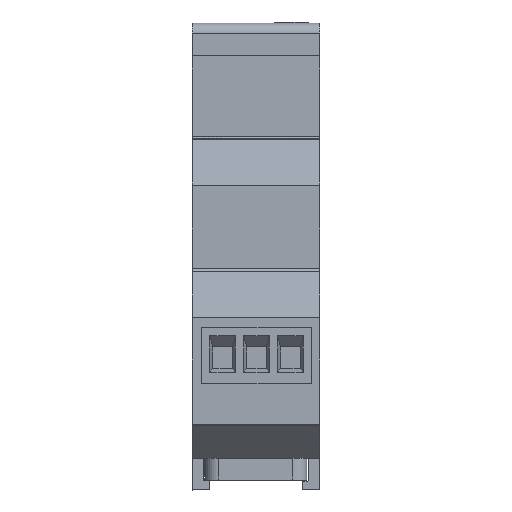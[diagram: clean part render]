
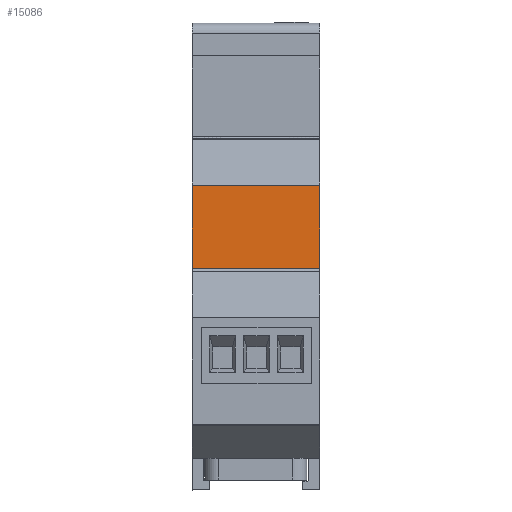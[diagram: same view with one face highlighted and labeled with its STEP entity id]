
A CAD part, left-side view. The second image highlights one B-rep face of the part: STEP entity #15086.
In plain terms, the highlighted planar face has unit normal (-1, 0, 0).
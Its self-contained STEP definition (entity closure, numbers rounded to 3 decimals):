
#8873=DIRECTION('',(0.,0.,-1.));
#8874=VECTOR('',#8873,11.356);
#8875=CARTESIAN_POINT('',(17.73,21.193,58.756));
#8876=LINE('',#8875,#8874);
#9232=CARTESIAN_POINT('',(17.728,3.693,47.4));
#11125=DIRECTION('',(0.,-1.,0.));
#11126=VECTOR('',#11125,17.5);
#11127=CARTESIAN_POINT('',(17.73,21.193,47.4));
#11128=LINE('',#11127,#11126);
#11132=DIRECTION('',(0.,0.,-1.));
#11133=VECTOR('',#11132,11.356);
#11134=CARTESIAN_POINT('',(17.728,3.693,58.756));
#11135=LINE('',#11134,#11133);
#11139=DIRECTION('',(0.,1.,0.));
#11140=VECTOR('',#11139,17.5);
#11141=CARTESIAN_POINT('',(17.728,3.693,58.756));
#11142=LINE('',#11141,#11140);
#12159=CARTESIAN_POINT('',(17.73,21.193,58.756));
#12160=VERTEX_POINT('',#12159);
#12161=CARTESIAN_POINT('',(17.73,21.193,47.4));
#12162=VERTEX_POINT('',#12161);
#12236=VERTEX_POINT('',#9232);
#12237=CARTESIAN_POINT('',(17.728,3.693,58.756));
#12238=VERTEX_POINT('',#12237);
#15074=CARTESIAN_POINT('',(17.728,3.693,58.756));
#15075=DIRECTION('',(1.,0.,0.));
#15076=DIRECTION('',(0.,0.,1.));
#15077=AXIS2_PLACEMENT_3D('',#15074,#15075,#15076);
#15078=PLANE('',#15077);
#15079=ORIENTED_EDGE('',*,*,#12945,.T.);
#15080=ORIENTED_EDGE('',*,*,#15067,.F.);
#15081=ORIENTED_EDGE('',*,*,#12763,.F.);
#15083=ORIENTED_EDGE('',*,*,#15082,.F.);
#15084=EDGE_LOOP('',(#15079,#15080,#15081,#15083));
#15085=FACE_OUTER_BOUND('',#15084,.F.);
#12763=EDGE_CURVE('',#12160,#12162,#8876,.T.);
#12945=EDGE_CURVE('',#12238,#12236,#11135,.T.);
#15067=EDGE_CURVE('',#12162,#12236,#11128,.T.);
#15082=EDGE_CURVE('',#12238,#12160,#11142,.T.);
#15086=ADVANCED_FACE('',(#15085),#15078,.F.);
